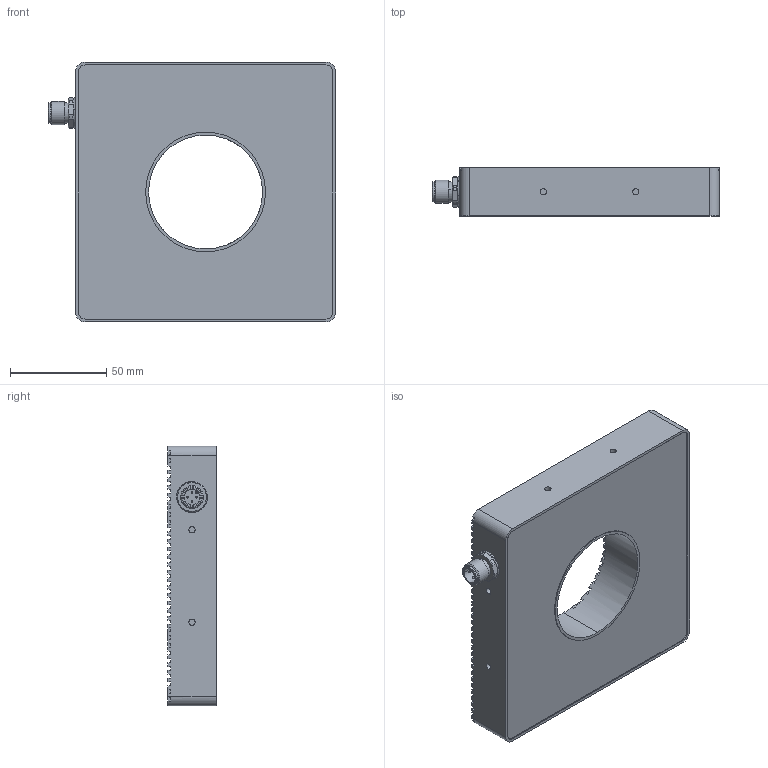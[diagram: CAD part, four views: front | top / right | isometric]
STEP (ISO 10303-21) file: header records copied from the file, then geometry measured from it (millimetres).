
FILE_DESCRIPTION (( 'STEP AP214' ), '1' );
FILE_NAME ('RD1PD5CY.STEP', '2025-02-25T20:32:09', ( '' ), ( '' ), 'SwSTEP 2.0', 'SolidWorks 2024', '' );
FILE_SCHEMA (( 'AUTOMOTIVE_DESIGN' ));
Length unit declared in the file: millimetre
Products named in the file (1): RD1PD5CY
Bounding box: 149.1 x 25 x 135 mm (x, y, z)
Volume: 367454.2 mm3; surface area: 62777.8 mm2
Topology: 1 solids, 15 shells, 578 faces, 1486 edges, 956 vertices
Faces by surface type: plane 346, cylinder 133, cone 64, torus 18, bspline 9, sphere 8
Full cylindrical faces by diameter (mm): 12.002 x1, 16 x1
Entity records: 19159 total; most frequent: CARTESIAN_POINT 4915, DIRECTION 2963, ORIENTED_EDGE 2938, EDGE_CURVE 1469, AXIS2_PLACEMENT_3D 993, VECTOR 977, LINE 977, VERTEX_POINT 950
